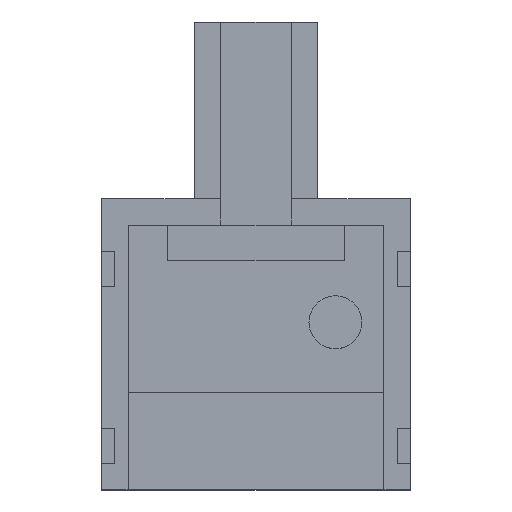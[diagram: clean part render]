
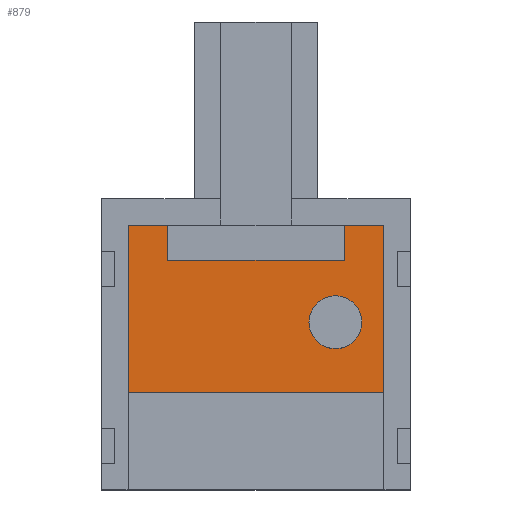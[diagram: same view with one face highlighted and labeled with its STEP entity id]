
A CAD part, top view. The second image highlights one B-rep face of the part: STEP entity #879.
In plain terms, the highlighted planar face has unit normal (0, 0, 1).
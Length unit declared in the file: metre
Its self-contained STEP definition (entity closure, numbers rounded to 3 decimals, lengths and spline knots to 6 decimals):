
#13=CIRCLE('',#939,0.0015);
#125=ORIENTED_EDGE('',*,*,#351,.F.);
#126=ORIENTED_EDGE('',*,*,#352,.F.);
#127=ORIENTED_EDGE('',*,*,#338,.T.);
#128=ORIENTED_EDGE('',*,*,#336,.T.);
#129=ORIENTED_EDGE('',*,*,#317,.T.);
#130=ORIENTED_EDGE('',*,*,#346,.T.);
#131=ORIENTED_EDGE('',*,*,#342,.T.);
#132=ORIENTED_EDGE('',*,*,#353,.T.);
#133=ORIENTED_EDGE('',*,*,#354,.F.);
#317=EDGE_CURVE('',#440,#438,#527,.T.);
#336=EDGE_CURVE('',#451,#440,#546,.T.);
#338=EDGE_CURVE('',#453,#451,#548,.T.);
#342=EDGE_CURVE('',#457,#456,#552,.T.);
#346=EDGE_CURVE('',#438,#457,#556,.T.);
#351=EDGE_CURVE('',#459,#459,#13,.T.);
#352=EDGE_CURVE('',#453,#460,#561,.T.);
#353=EDGE_CURVE('',#456,#461,#562,.T.);
#354=EDGE_CURVE('',#460,#461,#563,.T.);
#438=VERTEX_POINT('',#1297);
#440=VERTEX_POINT('',#1300);
#451=VERTEX_POINT('',#1332);
#453=VERTEX_POINT('',#1339);
#456=VERTEX_POINT('',#1345);
#457=VERTEX_POINT('',#1347);
#459=VERTEX_POINT('',#1361);
#460=VERTEX_POINT('',#1363);
#461=VERTEX_POINT('',#1365);
#527=LINE('',#1299,#651);
#546=LINE('',#1334,#670);
#548=LINE('',#1338,#672);
#552=LINE('',#1346,#676);
#556=LINE('',#1353,#680);
#561=LINE('',#1362,#685);
#562=LINE('',#1364,#686);
#563=LINE('',#1366,#687);
#651=VECTOR('',#1037,1.);
#670=VECTOR('',#1064,1.);
#672=VECTOR('',#1068,1.);
#676=VECTOR('',#1072,1.);
#680=VECTOR('',#1078,1.);
#685=VECTOR('',#1089,1.);
#686=VECTOR('',#1090,1.);
#687=VECTOR('',#1091,1.);
#738=EDGE_LOOP('',(#125));
#739=EDGE_LOOP('',(#126,#127,#128,#129,#130,#131,#132,#133));
#786=FACE_BOUND('',#738,.T.);
#787=FACE_BOUND('',#739,.T.);
#834=PLANE('',#938);
#879=ADVANCED_FACE('',(#786,#787),#834,.T.);
#938=AXIS2_PLACEMENT_3D('',#1359,#1085,#1086);
#939=AXIS2_PLACEMENT_3D('',#1360,#1087,#1088);
#1037=DIRECTION('',(1.,0.,0.));
#1064=DIRECTION('',(0.,-1.,0.));
#1068=DIRECTION('',(-1.,0.,0.));
#1072=DIRECTION('',(-1.,0.,0.));
#1078=DIRECTION('',(0.,1.,0.));
#1085=DIRECTION('',(0.,0.,1.));
#1086=DIRECTION('',(1.,0.,0.));
#1087=DIRECTION('',(0.,0.,1.));
#1088=DIRECTION('',(1.,0.,0.));
#1089=DIRECTION('',(0.,-1.,0.));
#1090=DIRECTION('',(0.,-1.,0.));
#1091=DIRECTION('',(1.,0.,0.));
#1297=CARTESIAN_POINT('',(0.0345,0.008,0.));
#1299=CARTESIAN_POINT('',(0.02725,0.008,0.));
#1300=CARTESIAN_POINT('',(0.02,0.008,0.));
#1332=CARTESIAN_POINT('',(0.02,0.0175,0.));
#1334=CARTESIAN_POINT('',(0.02,0.01275,0.));
#1338=CARTESIAN_POINT('',(0.0331,0.0175,0.));
#1339=CARTESIAN_POINT('',(0.02225,0.0175,0.));
#1345=CARTESIAN_POINT('',(0.03225,0.0175,0.));
#1346=CARTESIAN_POINT('',(0.0331,0.0175,0.));
#1347=CARTESIAN_POINT('',(0.0345,0.0175,0.));
#1353=CARTESIAN_POINT('',(0.0345,0.01275,0.));
#1359=CARTESIAN_POINT('',(0.02725,0.0135,0.));
#1360=CARTESIAN_POINT('',(0.03175,0.012,0.));
#1361=CARTESIAN_POINT('',(0.03325,0.012,0.));
#1362=CARTESIAN_POINT('',(0.02225,0.0165,0.));
#1363=CARTESIAN_POINT('',(0.02225,0.0155,0.));
#1364=CARTESIAN_POINT('',(0.03225,0.0165,0.));
#1365=CARTESIAN_POINT('',(0.03225,0.0155,0.));
#1366=CARTESIAN_POINT('',(0.02725,0.0155,0.));
